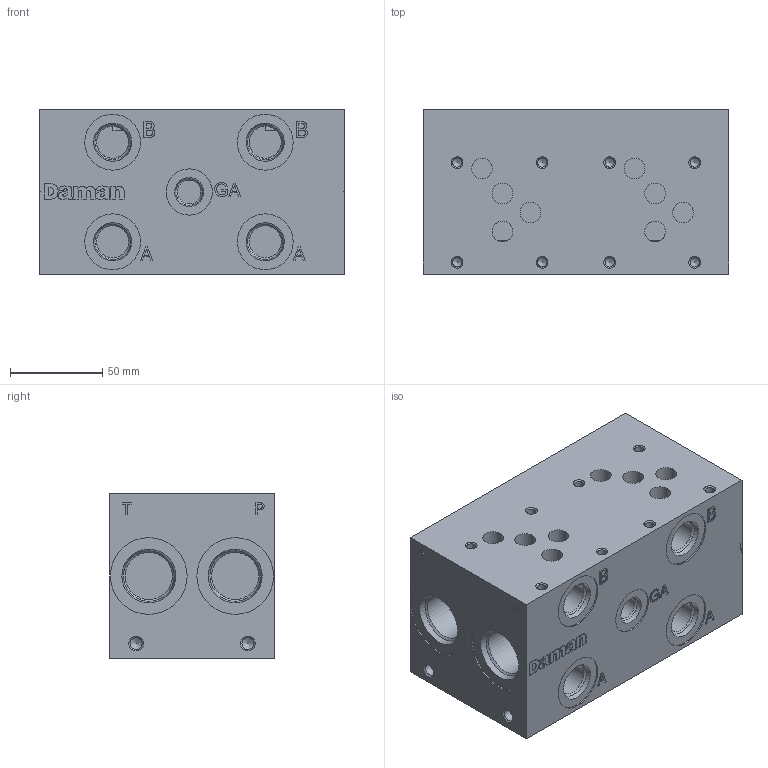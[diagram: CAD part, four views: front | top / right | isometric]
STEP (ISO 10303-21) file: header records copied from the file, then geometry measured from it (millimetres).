
FILE_DESCRIPTION( ( 'STEP AP214' ), ' ' );
FILE_NAME( 'AD05P023S.stp', '2018-05-10T03:10:36', ( '' ), ( '' ), ' ', 'PARTsolutions', ' ' );
FILE_SCHEMA( ( 'AUTOMOTIVE_DESIGN { 1 0 10303 214 1 1 1 1 }' ) );
Length unit declared in the file: inch
Products named in the file (1): _AD05P023S
Bounding box: 165.1 x 88.9 x 88.9 mm (x, y, z)
Volume: 1215738.3 mm3; surface area: 93449.1 mm2
Topology: 1 solids, 1 shells, 350 faces, 857 edges, 558 vertices
Faces by surface type: plane 217, cylinder 91, cone 42
Full cylindrical faces by diameter (mm): 4.976 x8, 6.411 x4, 11.201 x8, 12.761 x1, 17.33 x4, 25.019 x1, 25.461 x4, 30.251 x4, 41.453 x4
Entity records: 12557 total; most frequent: CARTESIAN_POINT 1680, DIRECTION 1671, ORIENTED_EDGE 1518, EDGE_CURVE 759, AXIS2_PLACEMENT_3D 563, VERTEX_POINT 552, LINE 545, VECTOR 545
